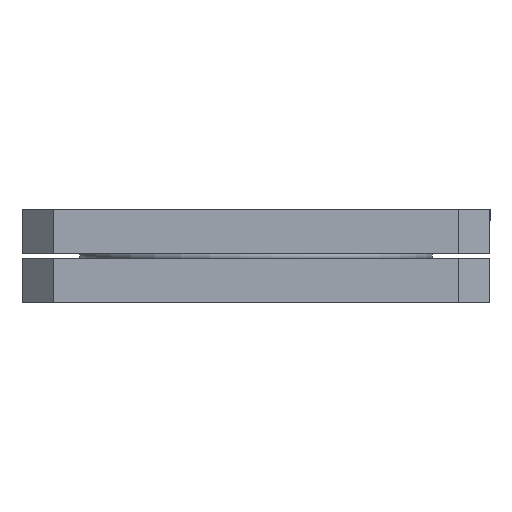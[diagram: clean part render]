
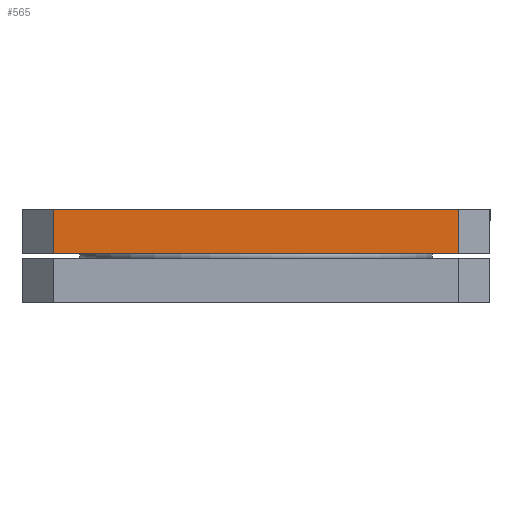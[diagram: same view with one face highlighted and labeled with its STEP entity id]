
A CAD part, front view. The second image highlights one B-rep face of the part: STEP entity #565.
In plain terms, the highlighted planar face has unit normal (0, -1, 0).
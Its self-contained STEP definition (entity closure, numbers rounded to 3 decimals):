
#23 = VECTOR ( 'NONE', #1142, 1000. ) ;
#34 = FACE_OUTER_BOUND ( 'NONE', #1836, .T. ) ;
#61 = CARTESIAN_POINT ( 'NONE',  ( 19.5, -22.5, -4.25 ) ) ;
#317 = ORIENTED_EDGE ( 'NONE', *, *, #324, .T. ) ;
#324 = EDGE_CURVE ( 'NONE', #1250, #1333, #1823, .T. ) ;
#436 = LINE ( 'NONE', #908, #768 ) ;
#459 = LINE ( 'NONE', #1738, #23 ) ;
#502 = CARTESIAN_POINT ( 'NONE',  ( 22.5, -22.5, 0. ) ) ;
#521 = CARTESIAN_POINT ( 'NONE',  ( 22.5, -22.5, 0. ) ) ;
#550 = AXIS2_PLACEMENT_3D ( 'NONE', #521, #802, #1549 ) ;
#565 = ADVANCED_FACE ( 'NONE', ( #34 ), #796, .T. ) ;
#646 = VECTOR ( 'NONE', #1055, 1000. ) ;
#720 = CARTESIAN_POINT ( 'NONE',  ( -19.5, -22.5, 0. ) ) ;
#748 = CARTESIAN_POINT ( 'NONE',  ( 19.5, -22.5, 0. ) ) ;
#768 = VECTOR ( 'NONE', #1801, 1000. ) ;
#796 = PLANE ( 'NONE',  #550 ) ;
#802 = DIRECTION ( 'NONE',  ( 0., -1., 0. ) ) ;
#908 = CARTESIAN_POINT ( 'NONE',  ( -19.5, -22.5, 0. ) ) ;
#944 = VERTEX_POINT ( 'NONE', #720 ) ;
#1018 = ORIENTED_EDGE ( 'NONE', *, *, #1337, .T. ) ;
#1038 = LINE ( 'NONE', #502, #1082 ) ;
#1055 = DIRECTION ( 'NONE',  ( 0., 0., 1. ) ) ;
#1082 = VECTOR ( 'NONE', #1390, 1000. ) ;
#1083 = ORIENTED_EDGE ( 'NONE', *, *, #1191, .T. ) ;
#1105 = EDGE_CURVE ( 'NONE', #944, #1737, #436, .T. ) ;
#1123 = CARTESIAN_POINT ( 'NONE',  ( 19.5, -22.5, 0. ) ) ;
#1142 = DIRECTION ( 'NONE',  ( 1., 0., 0. ) ) ;
#1191 = EDGE_CURVE ( 'NONE', #1333, #944, #1038, .T. ) ;
#1250 = VERTEX_POINT ( 'NONE', #61 ) ;
#1333 = VERTEX_POINT ( 'NONE', #1123 ) ;
#1337 = EDGE_CURVE ( 'NONE', #1737, #1250, #459, .T. ) ;
#1390 = DIRECTION ( 'NONE',  ( -1., 0., 0. ) ) ;
#1417 = CARTESIAN_POINT ( 'NONE',  ( -19.5, -22.5, -4.25 ) ) ;
#1549 = DIRECTION ( 'NONE',  ( 0., 0., -1. ) ) ;
#1737 = VERTEX_POINT ( 'NONE', #1417 ) ;
#1738 = CARTESIAN_POINT ( 'NONE',  ( -225., -22.5, -4.25 ) ) ;
#1783 = ORIENTED_EDGE ( 'NONE', *, *, #1105, .T. ) ;
#1801 = DIRECTION ( 'NONE',  ( 0., 0., -1. ) ) ;
#1823 = LINE ( 'NONE', #748, #646 ) ;
#1836 = EDGE_LOOP ( 'NONE', ( #1018, #317, #1083, #1783 ) ) ;
